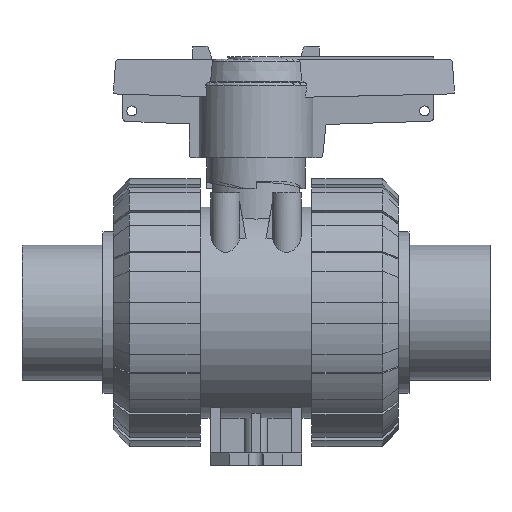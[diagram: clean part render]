
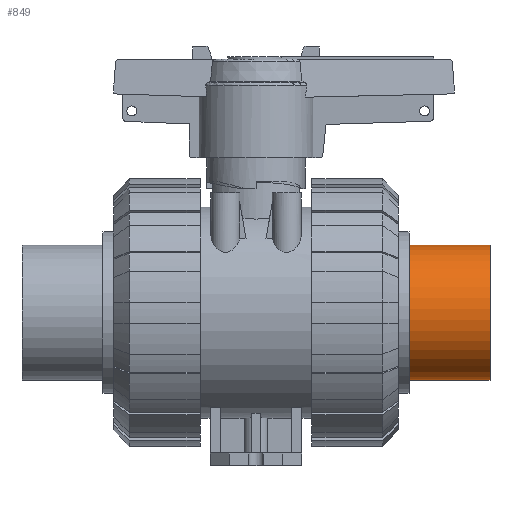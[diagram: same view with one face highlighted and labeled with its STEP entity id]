
A CAD part, front view. The second image highlights one B-rep face of the part: STEP entity #849.
In plain terms, the highlighted free-form (B-spline) face has degree [8, 1] with [9, 2] control points.
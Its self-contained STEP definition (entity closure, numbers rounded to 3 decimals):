
#849=ADVANCED_FACE('',(#1942),#1943,.T.);
#1942=FACE_OUTER_BOUND('',#3381,.T.);
#1943=B_SPLINE_SURFACE_WITH_KNOTS('',8,1,((#3382,#3383),(#3384,#3385),(#3386,#3387),(#3388,#3389),(#3390,#3391),(#3392,#3393),(#3394,#3395),(#3396,#3397),(#3398,#3399)),.UNSPECIFIED.,.F.,.F.,.F.,(9,9),(2,2),(-6.284,-3.141),(2.244,47.146),.UNSPECIFIED.);
#3381=EDGE_LOOP('',(#5827,#5828,#5829,#5830));
#3382=CARTESIAN_POINT('',(84.849,0.037,122.5));
#3383=CARTESIAN_POINT('',(129.751,0.037,122.5));
#3384=CARTESIAN_POINT('',(84.849,-14.698,122.515));
#3385=CARTESIAN_POINT('',(129.751,-14.698,122.515));
#3386=CARTESIAN_POINT('',(84.849,-29.44,115.913));
#3387=CARTESIAN_POINT('',(129.751,-29.44,115.913));
#3388=CARTESIAN_POINT('',(84.849,-40.721,102.696));
#3389=CARTESIAN_POINT('',(129.751,-40.721,102.696));
#3390=CARTESIAN_POINT('',(84.849,-45.078,84.996));
#3391=CARTESIAN_POINT('',(129.751,-45.078,84.996));
#3392=CARTESIAN_POINT('',(84.849,-40.721,67.309));
#3393=CARTESIAN_POINT('',(129.751,-40.721,67.309));
#3394=CARTESIAN_POINT('',(84.849,-29.44,54.088));
#3395=CARTESIAN_POINT('',(129.751,-29.44,54.088));
#3396=CARTESIAN_POINT('',(84.849,-14.698,47.485));
#3397=CARTESIAN_POINT('',(129.751,-14.698,47.485));
#3398=CARTESIAN_POINT('',(84.849,0.037,47.5));
#3399=CARTESIAN_POINT('',(129.751,0.037,47.5));
#5827=ORIENTED_EDGE('',*,*,#9499,.F.);
#5828=ORIENTED_EDGE('',*,*,#9500,.F.);
#5829=ORIENTED_EDGE('',*,*,#9492,.T.);
#5830=ORIENTED_EDGE('',*,*,#9501,.F.);
#9492=EDGE_CURVE('',#11449,#11448,#11451,.T.);
#9499=EDGE_CURVE('',#11460,#11461,#11462,.T.);
#9500=EDGE_CURVE('',#11449,#11460,#11463,.T.);
#9501=EDGE_CURVE('',#11461,#11448,#11464,.T.);
#11448=VERTEX_POINT('',#14786);
#11449=VERTEX_POINT('',#14787);
#11451=B_SPLINE_CURVE_WITH_KNOTS('',8,(#14797,#14798,#14799,#14800,#14801,#14802,#14803,#14804,#14805),.UNSPECIFIED.,.F.,.F.,(9,9),(0.,0.117),.UNSPECIFIED.);
#11460=VERTEX_POINT('',#14838);
#11461=VERTEX_POINT('',#14839);
#11462=B_SPLINE_CURVE_WITH_KNOTS('',8,(#14840,#14841,#14842,#14843,#14844,#14845,#14846,#14847,#14848),.UNSPECIFIED.,.F.,.F.,(9,9),(0.0,0.117),.UNSPECIFIED.);
#11463=LINE('',#14849,#14850);
#11464=LINE('',#14851,#14852);
#14786=CARTESIAN_POINT('',(129.75,0.,122.5));
#14787=CARTESIAN_POINT('',(129.75,0.,47.5));
#14797=CARTESIAN_POINT('',(129.75,0.,47.5));
#14798=CARTESIAN_POINT('',(129.75,-14.726,47.5));
#14799=CARTESIAN_POINT('',(129.75,-29.452,54.109));
#14800=CARTESIAN_POINT('',(129.75,-40.717,67.324));
#14801=CARTESIAN_POINT('',(129.75,-45.067,84.996));
#14802=CARTESIAN_POINT('',(129.75,-40.717,102.68));
#14803=CARTESIAN_POINT('',(129.75,-29.452,115.892));
#14804=CARTESIAN_POINT('',(129.75,-14.726,122.5));
#14805=CARTESIAN_POINT('',(129.75,0.,122.5));
#14838=CARTESIAN_POINT('',(84.85,0.,47.5));
#14839=CARTESIAN_POINT('',(84.85,0.,122.5));
#14840=CARTESIAN_POINT('',(84.85,0.,47.5));
#14841=CARTESIAN_POINT('',(84.85,-14.726,47.5));
#14842=CARTESIAN_POINT('',(84.85,-29.452,54.109));
#14843=CARTESIAN_POINT('',(84.85,-40.717,67.324));
#14844=CARTESIAN_POINT('',(84.85,-45.067,84.996));
#14845=CARTESIAN_POINT('',(84.85,-40.717,102.68));
#14846=CARTESIAN_POINT('',(84.85,-29.452,115.892));
#14847=CARTESIAN_POINT('',(84.85,-14.726,122.5));
#14848=CARTESIAN_POINT('',(84.85,0.,122.5));
#14849=CARTESIAN_POINT('',(107.3,0.,47.5));
#14850=VECTOR('',#19546,1000.0);
#14851=CARTESIAN_POINT('',(107.3,0.,122.5));
#14852=VECTOR('',#19547,1000.0);
#19546=DIRECTION('',(-1.0,-0.0,-0.0));
#19547=DIRECTION('',(1.0,0.0,0.0));
